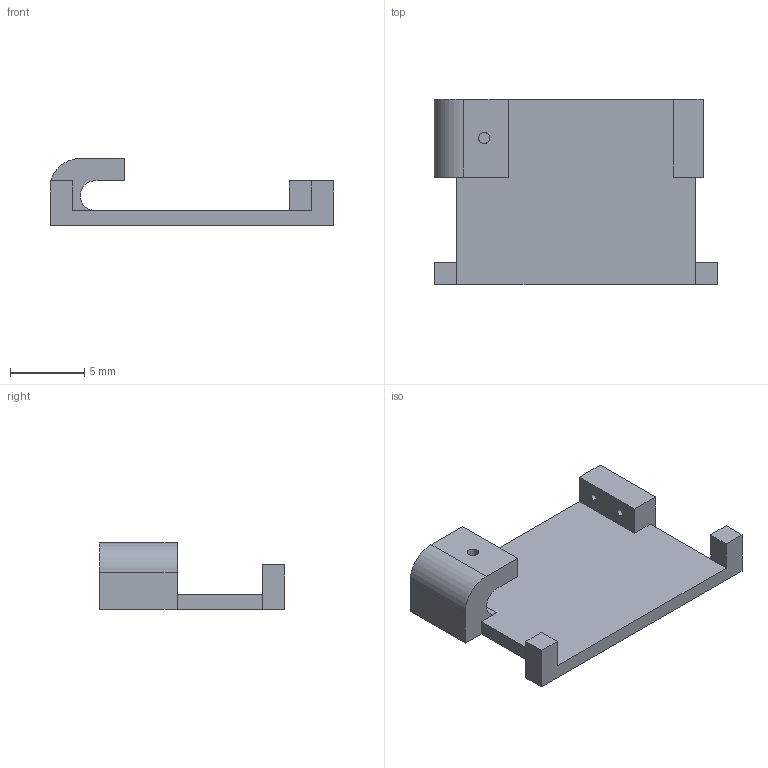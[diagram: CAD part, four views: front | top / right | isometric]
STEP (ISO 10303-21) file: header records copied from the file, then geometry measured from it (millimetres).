
FILE_DESCRIPTION (( 'STEP AP203' ), '1' );
FILE_NAME ('nn32_holder.STEP', '2018-11-13T14:48:47', ( '' ), ( '' ), 'SwSTEP 2.0', 'SolidWorks 2016', '' );
FILE_SCHEMA (( 'CONFIG_CONTROL_DESIGN' ));
Length unit declared in the file: millimetre
Products named in the file (1): nn32_holder
Bounding box: 19.13 x 12.5 x 4.5 mm (x, y, z)
Volume: 303.5 mm3; surface area: 642.2 mm2
Topology: 1 solids, 1 shells, 32 faces, 89 edges, 58 vertices
Faces by surface type: plane 24, cylinder 8
Entity records: 1108 total; most frequent: CARTESIAN_POINT 180, ORIENTED_EDGE 178, DIRECTION 173, EDGE_CURVE 89, VECTOR 71, LINE 71, VERTEX_POINT 58, AXIS2_PLACEMENT_3D 51
